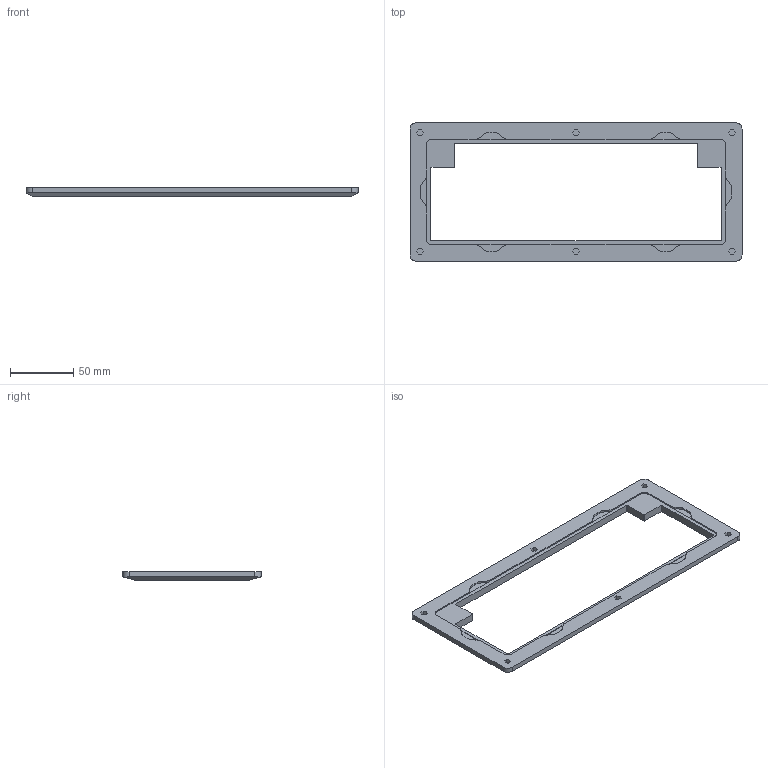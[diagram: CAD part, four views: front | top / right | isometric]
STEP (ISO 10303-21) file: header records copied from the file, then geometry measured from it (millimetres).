
FILE_DESCRIPTION(/* description */ (''),/* implementation_level */ '2;1');
FILE_NAME(/* name */ 'cervello-top v5.step',/* time_stamp */ '2022-08-31T23:00:28-05:00',/* author */ (''),/* organization */ (''),/* preprocessor_version */ 'ST-DEVELOPER v19',/* originating_system */ 'Autodesk Translation Framework v11.7.0.108',/* authorisation */ '');
FILE_SCHEMA (('AUTOMOTIVE_DESIGN { 1 0 10303 214 3 1 1 }'));
Length unit declared in the file: millimetre
Products named in the file (1): cervello-top
Bounding box: 261.55 x 109.15 x 7 mm (x, y, z)
Volume: 67966.9 mm3; surface area: 31168 mm2
Topology: 1 solids, 1 shells, 159 faces, 441 edges, 291 vertices
Faces by surface type: plane 119, cylinder 40
Entity records: 5087 total; most frequent: CARTESIAN_POINT 892, ORIENTED_EDGE 882, DIRECTION 848, EDGE_CURVE 441, LINE 354, VECTOR 354, VERTEX_POINT 291, AXIS2_PLACEMENT_3D 247
